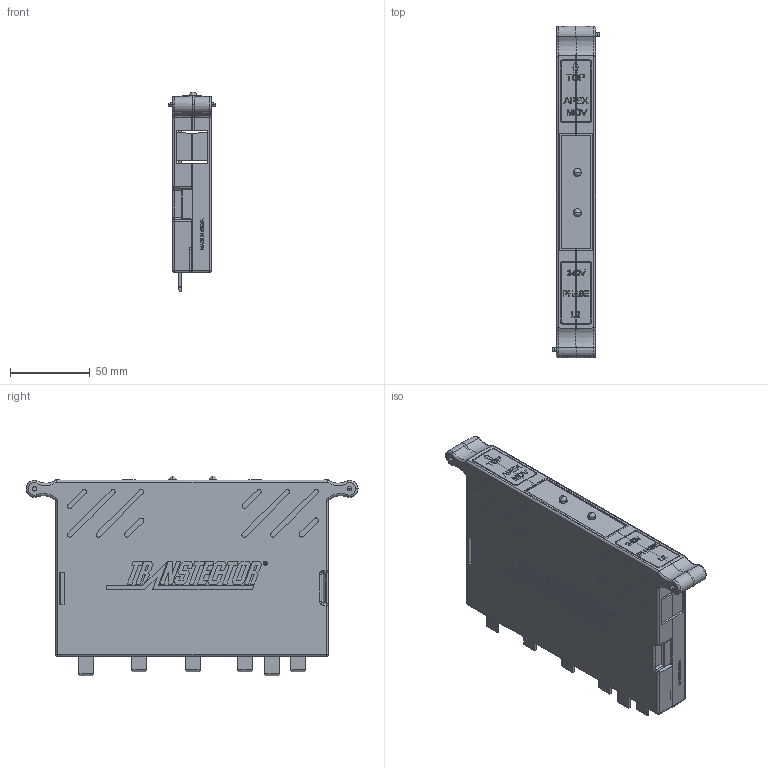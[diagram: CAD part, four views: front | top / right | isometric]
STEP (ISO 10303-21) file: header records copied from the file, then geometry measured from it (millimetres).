
FILE_DESCRIPTION (( 'STEP AP214' ), '1' );
FILE_NAME ('1000-717-2-E.STEP', '2019-01-22T19:46:59', ( '' ), ( '' ), 'SwSTEP 2.0', 'SolidWorks 2018', '' );
FILE_SCHEMA (( 'AUTOMOTIVE_DESIGN' ));
Length unit declared in the file: inch
Products named in the file (19): 3450-078 rev o; 2003-1052; 1000-717-2-E; 2200-222; 2004-060; 2001-123; 2003-767; 3450-090 rev o; 2003-759-53
Assembly tree (10 placements, depth 3):
  3450-078 rev o
  2003-1052
  1000-717-2-E
    2200-222
      2200-222
    3450-090 rev o
    3450-078 rev o
    2001-123  x2
    2004-060
    2003-767
    2003-759-53
    2003-1052
  2200-222
  2004-060
Bounding box: 29.72 x 208.75 x 125.7 mm (x, y, z)
Volume: 149096.2 mm3; surface area: 146777.8 mm2
Topology: 9 solids, 9 shells, 1961 faces, 5344 edges, 3534 vertices
Faces by surface type: plane 1267, cylinder 392, bspline 148, cone 124, torus 18, sphere 12
Entity records: 55861 total; most frequent: CARTESIAN_POINT 15142, ORIENTED_EDGE 7554, DIRECTION 6767, EDGE_CURVE 3777, LINE 2653, VECTOR 2653, VERTEX_POINT 2502, AXIS2_PLACEMENT_3D 2057
